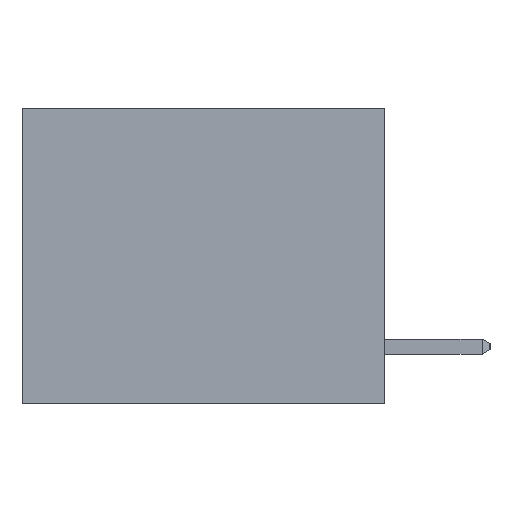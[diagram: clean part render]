
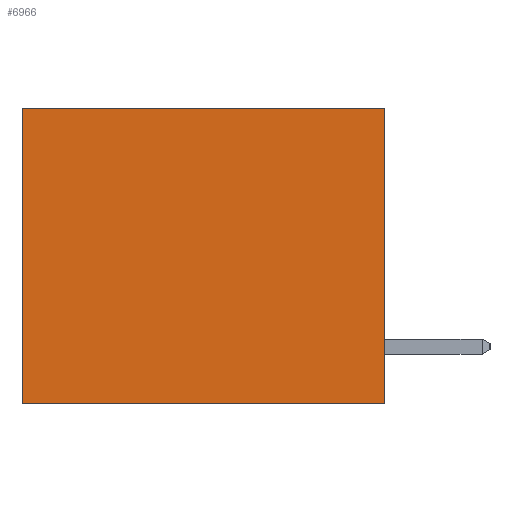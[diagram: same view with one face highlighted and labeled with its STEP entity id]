
A CAD part, left-side view. The second image highlights one B-rep face of the part: STEP entity #6966.
In plain terms, the highlighted planar face has unit normal (-1, 0, 0).
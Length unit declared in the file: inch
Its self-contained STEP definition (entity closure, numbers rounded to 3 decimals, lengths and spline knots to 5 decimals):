
#1364 = EDGE_CURVE ( 'NONE', #4742, #4416, #11231, .T. ) ;
#1738 = DIRECTION ( 'NONE',  ( 0., 1., 0. ) ) ;
#1751 = ORIENTED_EDGE ( 'NONE', *, *, #9331, .F. ) ;
#1777 = ORIENTED_EDGE ( 'NONE', *, *, #7936, .T. ) ;
#2001 = CARTESIAN_POINT ( 'NONE',  ( 0.3165, 0., -0.49 ) ) ;
#2824 = DIRECTION ( 'NONE',  ( 0., 0., -1. ) ) ;
#2862 = CARTESIAN_POINT ( 'NONE',  ( 0.3165, 0., -0.49 ) ) ;
#2948 = FACE_OUTER_BOUND ( 'NONE', #11026, .T. ) ;
#2981 = CARTESIAN_POINT ( 'NONE',  ( 0.3165, 0.6, -0.49 ) ) ;
#3519 = LINE ( 'NONE', #14349, #14287 ) ;
#4362 = LINE ( 'NONE', #14748, #14599 ) ;
#4416 = VERTEX_POINT ( 'NONE', #7373 ) ;
#4742 = VERTEX_POINT ( 'NONE', #11893 ) ;
#6304 = EDGE_CURVE ( 'NONE', #4742, #8115, #3519, .T. ) ;
#6571 = PLANE ( 'NONE',  #7424 ) ;
#6777 = DIRECTION ( 'NONE',  ( 1., 0., 0. ) ) ;
#6966 = ADVANCED_FACE ( 'NONE', ( #2948 ), #6571, .F. ) ;
#7373 = CARTESIAN_POINT ( 'NONE',  ( 0.3165, 0., -0.49 ) ) ;
#7424 = AXIS2_PLACEMENT_3D ( 'NONE', #2001, #6777, #10167 ) ;
#7924 = CARTESIAN_POINT ( 'NONE',  ( 0.3165, 0.6, 0. ) ) ;
#7936 = EDGE_CURVE ( 'NONE', #8115, #8592, #4362, .T. ) ;
#8115 = VERTEX_POINT ( 'NONE', #7924 ) ;
#8455 = VECTOR ( 'NONE', #11113, 39.37008 ) ;
#8592 = VERTEX_POINT ( 'NONE', #2981 ) ;
#9023 = ORIENTED_EDGE ( 'NONE', *, *, #6304, .T. ) ;
#9087 = VECTOR ( 'NONE', #2824, 39.37008 ) ;
#9331 = EDGE_CURVE ( 'NONE', #4416, #8592, #10234, .T. ) ;
#10119 = CARTESIAN_POINT ( 'NONE',  ( 0.3165, 0., -0.49 ) ) ;
#10167 = DIRECTION ( 'NONE',  ( 0., 0., -1. ) ) ;
#10234 = LINE ( 'NONE', #10119, #8455 ) ;
#11026 = EDGE_LOOP ( 'NONE', ( #1777, #1751, #13861, #9023 ) ) ;
#11113 = DIRECTION ( 'NONE',  ( 0., 1., 0. ) ) ;
#11231 = LINE ( 'NONE', #2862, #9087 ) ;
#11893 = CARTESIAN_POINT ( 'NONE',  ( 0.3165, 0., 0. ) ) ;
#12454 = DIRECTION ( 'NONE',  ( 0., 0., -1. ) ) ;
#13861 = ORIENTED_EDGE ( 'NONE', *, *, #1364, .F. ) ;
#14287 = VECTOR ( 'NONE', #1738, 39.37008 ) ;
#14349 = CARTESIAN_POINT ( 'NONE',  ( 0.3165, 0., 0. ) ) ;
#14599 = VECTOR ( 'NONE', #12454, 39.37008 ) ;
#14748 = CARTESIAN_POINT ( 'NONE',  ( 0.3165, 0.6, -0.49 ) ) ;
